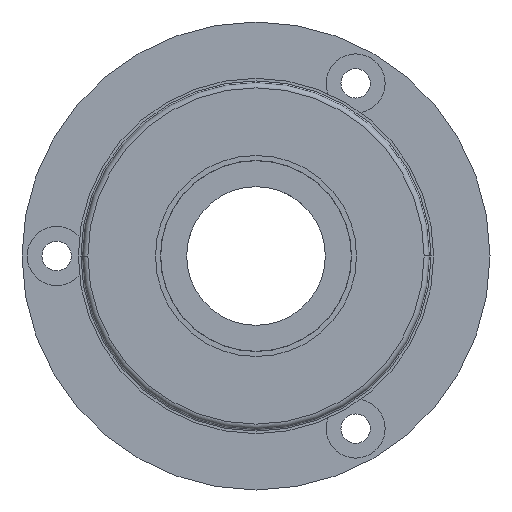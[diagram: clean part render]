
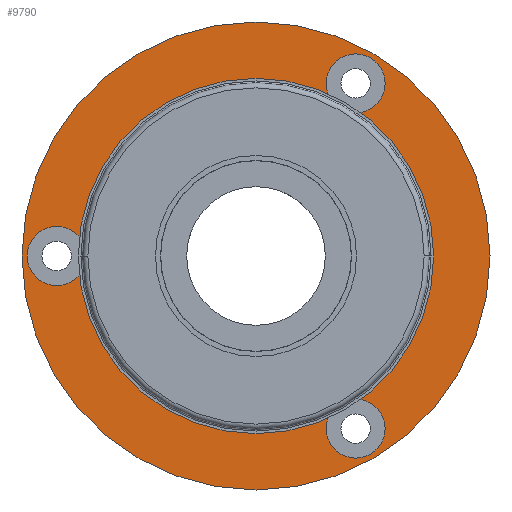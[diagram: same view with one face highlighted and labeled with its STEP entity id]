
A CAD part, left-side view. The second image highlights one B-rep face of the part: STEP entity #9790.
In plain terms, the highlighted planar face has unit normal (-1, 0, 0).
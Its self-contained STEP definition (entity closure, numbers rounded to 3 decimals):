
#112 = CARTESIAN_POINT ( 'NONE',  ( 2.8, -5.75, -9.959 ) ) ;
#946 = DIRECTION ( 'NONE',  ( 0., 1., 0. ) ) ;
#2037 = CIRCLE ( 'NONE', #11590, 1.7 ) ;
#2877 = VERTEX_POINT ( 'NONE', #32788 ) ;
#3528 = DIRECTION ( 'NONE',  ( 0., 1., 0. ) ) ;
#3564 = ORIENTED_EDGE ( 'NONE', *, *, #28917, .T. ) ;
#3592 = EDGE_CURVE ( 'NONE', #36775, #40396, #20010, .T. ) ;
#3736 = DIRECTION ( 'NONE',  ( 0., 1., 0. ) ) ;
#4513 = CARTESIAN_POINT ( 'NONE',  ( 2.8, -5.75, 9.959 ) ) ;
#4996 = DIRECTION ( 'NONE',  ( 0., 1., 0. ) ) ;
#5074 = CARTESIAN_POINT ( 'NONE',  ( 2.8, 9.8, 0. ) ) ;
#5510 = CIRCLE ( 'NONE', #36115, 1.7 ) ;
#5536 = CARTESIAN_POINT ( 'NONE',  ( 2.8, -5.75, -9.959 ) ) ;
#6387 = ORIENTED_EDGE ( 'NONE', *, *, #34908, .F. ) ;
#6841 = AXIS2_PLACEMENT_3D ( 'NONE', #21199, #34184, #4996 ) ;
#7338 = PLANE ( 'NONE',  #9586 ) ;
#7775 = DIRECTION ( 'NONE',  ( 0., -1., 0. ) ) ;
#8115 = VERTEX_POINT ( 'NONE', #39831 ) ;
#8729 = DIRECTION ( 'NONE',  ( 1., 0., 0. ) ) ;
#9020 = VERTEX_POINT ( 'NONE', #16456 ) ;
#9586 = AXIS2_PLACEMENT_3D ( 'NONE', #20345, #24382, #7775 ) ;
#9790 = ADVANCED_FACE ( 'NONE', ( #36970, #14616, #30782, #10768, #30150 ), #7338, .T. ) ;
#9821 = EDGE_CURVE ( 'NONE', #9020, #24362, #25886, .T. ) ;
#10637 = CIRCLE ( 'NONE', #41918, 13.5 ) ;
#10767 = CARTESIAN_POINT ( 'NONE',  ( 2.8, 13.5, 0. ) ) ;
#10768 = FACE_BOUND ( 'NONE', #35415, .T. ) ;
#11142 = DIRECTION ( 'NONE',  ( 0., 1., 0. ) ) ;
#11590 = AXIS2_PLACEMENT_3D ( 'NONE', #5536, #18548, #31528 ) ;
#11689 = VERTEX_POINT ( 'NONE', #39967 ) ;
#12096 = ORIENTED_EDGE ( 'NONE', *, *, #19915, .T. ) ;
#12942 = DIRECTION ( 'NONE',  ( 0., 1., 0. ) ) ;
#13783 = CARTESIAN_POINT ( 'NONE',  ( 2.8, 11.5, 0. ) ) ;
#13948 = ORIENTED_EDGE ( 'NONE', *, *, #41520, .T. ) ;
#14452 = CIRCLE ( 'NONE', #35533, 1.7 ) ;
#14616 = FACE_BOUND ( 'NONE', #21477, .T. ) ;
#15177 = EDGE_LOOP ( 'NONE', ( #23297, #35046 ) ) ;
#16456 = CARTESIAN_POINT ( 'NONE',  ( 2.8, -7.5, 0. ) ) ;
#16861 = VERTEX_POINT ( 'NONE', #25266 ) ;
#18548 = DIRECTION ( 'NONE',  ( 1., 0., 0. ) ) ;
#18580 = EDGE_CURVE ( 'NONE', #40396, #36775, #20388, .T. ) ;
#19915 = EDGE_CURVE ( 'NONE', #8115, #22650, #2037, .T. ) ;
#20010 = CIRCLE ( 'NONE', #26091, 1.7 ) ;
#20345 = CARTESIAN_POINT ( 'NONE',  ( 2.8, 7.5, 0. ) ) ;
#20388 = CIRCLE ( 'NONE', #26516, 1.7 ) ;
#20873 = ORIENTED_EDGE ( 'NONE', *, *, #22514, .F. ) ;
#20897 = EDGE_CURVE ( 'NONE', #2877, #11689, #34684, .T. ) ;
#20901 = CARTESIAN_POINT ( 'NONE',  ( 2.8, -5.75, 9.959 ) ) ;
#20902 = CIRCLE ( 'NONE', #38609, 7.5 ) ;
#21199 = CARTESIAN_POINT ( 'NONE',  ( 2.8, 0., 0. ) ) ;
#21477 = EDGE_LOOP ( 'NONE', ( #12096, #34810 ) ) ;
#22514 = EDGE_CURVE ( 'NONE', #37012, #16861, #10637, .T. ) ;
#22560 = DIRECTION ( 'NONE',  ( 0., 1., 0. ) ) ;
#22650 = VERTEX_POINT ( 'NONE', #34901 ) ;
#22702 = CARTESIAN_POINT ( 'NONE',  ( 2.8, 11.5, 0. ) ) ;
#23297 = ORIENTED_EDGE ( 'NONE', *, *, #18580, .T. ) ;
#24362 = VERTEX_POINT ( 'NONE', #24923 ) ;
#24382 = DIRECTION ( 'NONE',  ( -1., 0., 0. ) ) ;
#24406 = AXIS2_PLACEMENT_3D ( 'NONE', #32124, #38344, #25507 ) ;
#24923 = CARTESIAN_POINT ( 'NONE',  ( 2.8, 7.5, 0. ) ) ;
#25266 = CARTESIAN_POINT ( 'NONE',  ( 2.8, -13.5, 0. ) ) ;
#25507 = DIRECTION ( 'NONE',  ( 0., 1., 0. ) ) ;
#25886 = CIRCLE ( 'NONE', #6841, 7.5 ) ;
#26091 = AXIS2_PLACEMENT_3D ( 'NONE', #22702, #32493, #3736 ) ;
#26516 = AXIS2_PLACEMENT_3D ( 'NONE', #13783, #39757, #946 ) ;
#26899 = ORIENTED_EDGE ( 'NONE', *, *, #9821, .T. ) ;
#27477 = DIRECTION ( 'NONE',  ( 1., 0., 0. ) ) ;
#27645 = CARTESIAN_POINT ( 'NONE',  ( 2.8, 13.2, 0. ) ) ;
#28917 = EDGE_CURVE ( 'NONE', #24362, #9020, #20902, .T. ) ;
#29195 = AXIS2_PLACEMENT_3D ( 'NONE', #4513, #37546, #11142 ) ;
#30150 = FACE_OUTER_BOUND ( 'NONE', #34764, .T. ) ;
#30281 = DIRECTION ( 'NONE',  ( 0., 1., 0. ) ) ;
#30782 = FACE_BOUND ( 'NONE', #38245, .T. ) ;
#31528 = DIRECTION ( 'NONE',  ( 0., 1., 0. ) ) ;
#32124 = CARTESIAN_POINT ( 'NONE',  ( 2.8, 0., 0. ) ) ;
#32493 = DIRECTION ( 'NONE',  ( 1., 0., 0. ) ) ;
#32788 = CARTESIAN_POINT ( 'NONE',  ( 2.8, -4.05, 9.959 ) ) ;
#33755 = ORIENTED_EDGE ( 'NONE', *, *, #20897, .T. ) ;
#34184 = DIRECTION ( 'NONE',  ( 1., 0., 0. ) ) ;
#34684 = CIRCLE ( 'NONE', #29195, 1.7 ) ;
#34734 = CARTESIAN_POINT ( 'NONE',  ( 2.8, 0., 0. ) ) ;
#34764 = EDGE_LOOP ( 'NONE', ( #20873, #6387 ) ) ;
#34810 = ORIENTED_EDGE ( 'NONE', *, *, #39224, .T. ) ;
#34901 = CARTESIAN_POINT ( 'NONE',  ( 2.8, -4.05, -9.959 ) ) ;
#34908 = EDGE_CURVE ( 'NONE', #16861, #37012, #39359, .T. ) ;
#35046 = ORIENTED_EDGE ( 'NONE', *, *, #3592, .T. ) ;
#35415 = EDGE_LOOP ( 'NONE', ( #3564, #26899 ) ) ;
#35533 = AXIS2_PLACEMENT_3D ( 'NONE', #20901, #27477, #30281 ) ;
#35705 = CARTESIAN_POINT ( 'NONE',  ( 2.8, 0., 0. ) ) ;
#36115 = AXIS2_PLACEMENT_3D ( 'NONE', #112, #42111, #12942 ) ;
#36775 = VERTEX_POINT ( 'NONE', #27645 ) ;
#36970 = FACE_BOUND ( 'NONE', #15177, .T. ) ;
#37012 = VERTEX_POINT ( 'NONE', #10767 ) ;
#37546 = DIRECTION ( 'NONE',  ( 1., 0., 0. ) ) ;
#38245 = EDGE_LOOP ( 'NONE', ( #13948, #33755 ) ) ;
#38344 = DIRECTION ( 'NONE',  ( 1., 0., 0. ) ) ;
#38609 = AXIS2_PLACEMENT_3D ( 'NONE', #35705, #38899, #3528 ) ;
#38899 = DIRECTION ( 'NONE',  ( 1., 0., 0. ) ) ;
#39224 = EDGE_CURVE ( 'NONE', #22650, #8115, #5510, .T. ) ;
#39359 = CIRCLE ( 'NONE', #24406, 13.5 ) ;
#39757 = DIRECTION ( 'NONE',  ( 1., 0., 0. ) ) ;
#39831 = CARTESIAN_POINT ( 'NONE',  ( 2.8, -7.45, -9.959 ) ) ;
#39967 = CARTESIAN_POINT ( 'NONE',  ( 2.8, -7.45, 9.959 ) ) ;
#40396 = VERTEX_POINT ( 'NONE', #5074 ) ;
#41520 = EDGE_CURVE ( 'NONE', #11689, #2877, #14452, .T. ) ;
#41918 = AXIS2_PLACEMENT_3D ( 'NONE', #34734, #8729, #22560 ) ;
#42111 = DIRECTION ( 'NONE',  ( 1., 0., 0. ) ) ;
